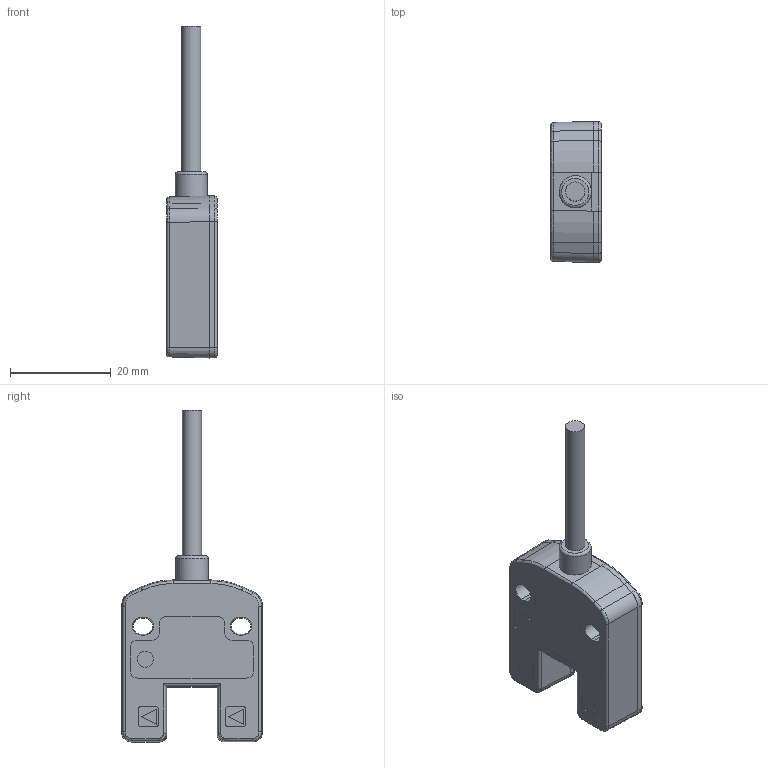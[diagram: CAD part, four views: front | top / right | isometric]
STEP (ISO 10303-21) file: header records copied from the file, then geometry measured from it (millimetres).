
FILE_DESCRIPTION(/* description */ (''),/* implementation_level */ '2;1');
FILE_NAME(/* name */ '',/* time_stamp */ '2022-06-15T11:14:34+08:00',/* author */ (''),/* organization */ (''),/* preprocessor_version */ 'ST-DEVELOPER v14',/* originating_system */ 'SIEMENS PLM Software NX 8.0',/* authorisation */ '');
FILE_SCHEMA (('AUTOMOTIVE_DESIGN { 1 0 10303 214 3 1 1 1 }'));
Length unit declared in the file: millimetre
Products named in the file (1): Admi35AC4A74htk1
Bounding box: 10 x 28.02 x 66.01 mm (x, y, z)
Volume: 7460.7 mm3; surface area: 4642.9 mm2
Topology: 1 solids, 2 shells, 175 faces, 439 edges, 278 vertices
Faces by surface type: plane 85, cylinder 67, torus 11, cone 6, bspline 6
Full cylindrical faces by diameter (mm): 3.2 x1, 3.8 x1, 6.4 x1
Entity records: 5289 total; most frequent: CARTESIAN_POINT 983, DIRECTION 923, ORIENTED_EDGE 868, EDGE_CURVE 434, AXIS2_PLACEMENT_3D 329, VERTEX_POINT 277, LINE 265, VECTOR 265
